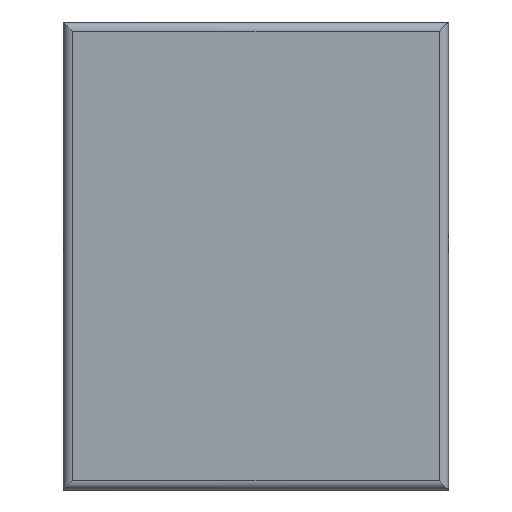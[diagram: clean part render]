
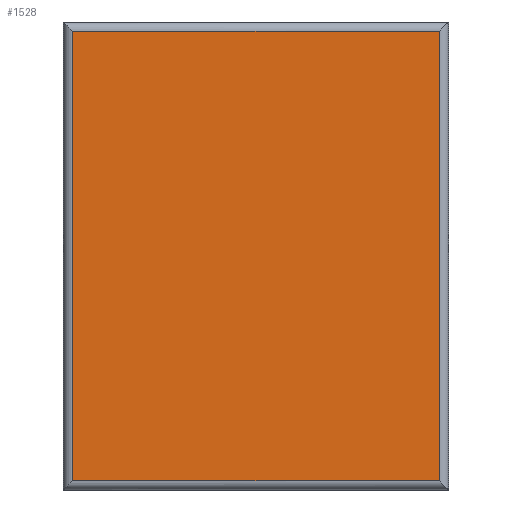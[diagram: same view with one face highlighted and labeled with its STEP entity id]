
A CAD part, left-side view. The second image highlights one B-rep face of the part: STEP entity #1528.
In plain terms, the highlighted planar face has unit normal (-1, 0, 0).
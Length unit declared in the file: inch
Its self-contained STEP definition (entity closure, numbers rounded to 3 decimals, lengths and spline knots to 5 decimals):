
#41 = PLANE ( 'NONE',  #454 ) ;
#71 = DIRECTION ( 'NONE',  ( 0., 0., -1. ) ) ;
#96 = EDGE_LOOP ( 'NONE', ( #272, #2116, #740, #503 ) ) ;
#126 = LINE ( 'NONE', #584, #2282 ) ;
#173 = VECTOR ( 'NONE', #1078, 39.37008 ) ;
#174 = VECTOR ( 'NONE', #253, 39.37008 ) ;
#253 = DIRECTION ( 'NONE',  ( 0., 1., 0. ) ) ;
#272 = ORIENTED_EDGE ( 'NONE', *, *, #1526, .T. ) ;
#309 = CARTESIAN_POINT ( 'NONE',  ( -0.04157, 0.04116, 0.02461 ) ) ;
#454 = AXIS2_PLACEMENT_3D ( 'NONE', #1005, #1169, #812 ) ;
#486 = EDGE_CURVE ( 'NONE', #1809, #605, #126, .T. ) ;
#503 = ORIENTED_EDGE ( 'NONE', *, *, #933, .T. ) ;
#584 = CARTESIAN_POINT ( 'NONE',  ( -0.04157, 0., 0.02561 ) ) ;
#605 = VERTEX_POINT ( 'NONE', #1883 ) ;
#722 = VERTEX_POINT ( 'NONE', #1034 ) ;
#740 = ORIENTED_EDGE ( 'NONE', *, *, #486, .T. ) ;
#793 = FACE_OUTER_BOUND ( 'NONE', #96, .T. ) ;
#812 = DIRECTION ( 'NONE',  ( 0., 0., 1. ) ) ;
#933 = EDGE_CURVE ( 'NONE', #605, #722, #2020, .T. ) ;
#982 = VECTOR ( 'NONE', #71, 39.37008 ) ;
#987 = LINE ( 'NONE', #1838, #173 ) ;
#1005 = CARTESIAN_POINT ( 'NONE',  ( -0.04157, 0., 0. ) ) ;
#1015 = CARTESIAN_POINT ( 'NONE',  ( -0.04157, 0.04016, -0.02561 ) ) ;
#1034 = CARTESIAN_POINT ( 'NONE',  ( -0.04157, 0.04016, 0.02461 ) ) ;
#1078 = DIRECTION ( 'NONE',  ( 0., -1., 0. ) ) ;
#1156 = DIRECTION ( 'NONE',  ( 0., 0., 1. ) ) ;
#1169 = DIRECTION ( 'NONE',  ( 1., 0., 0. ) ) ;
#1340 = CARTESIAN_POINT ( 'NONE',  ( -0.04157, 0.04016, -0.02461 ) ) ;
#1526 = EDGE_CURVE ( 'NONE', #722, #2200, #2080, .T. ) ;
#1528 = ADVANCED_FACE ( 'NONE', ( #793 ), #41, .F. ) ;
#1809 = VERTEX_POINT ( 'NONE', #2420 ) ;
#1838 = CARTESIAN_POINT ( 'NONE',  ( -0.04157, -0.001, -0.02461 ) ) ;
#1883 = CARTESIAN_POINT ( 'NONE',  ( -0.04157, 0., 0.02461 ) ) ;
#1897 = EDGE_CURVE ( 'NONE', #2200, #1809, #987, .T. ) ;
#2020 = LINE ( 'NONE', #309, #174 ) ;
#2080 = LINE ( 'NONE', #1015, #982 ) ;
#2116 = ORIENTED_EDGE ( 'NONE', *, *, #1897, .T. ) ;
#2200 = VERTEX_POINT ( 'NONE', #1340 ) ;
#2282 = VECTOR ( 'NONE', #1156, 39.37008 ) ;
#2420 = CARTESIAN_POINT ( 'NONE',  ( -0.04157, 0., -0.02461 ) ) ;
